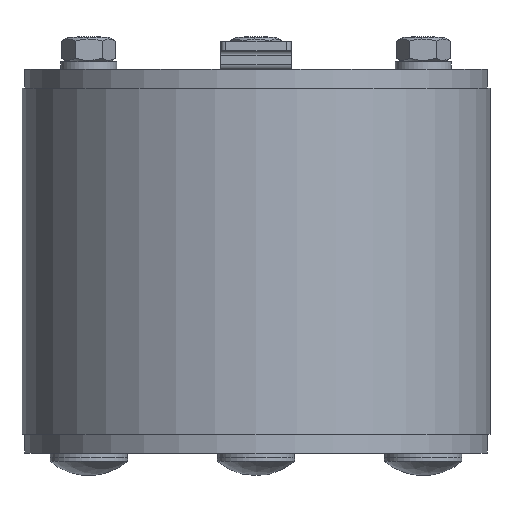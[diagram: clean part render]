
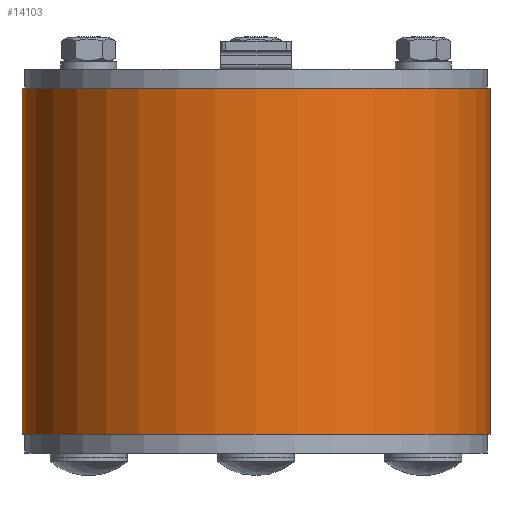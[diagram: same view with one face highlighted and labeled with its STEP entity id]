
A CAD part, front view. The second image highlights one B-rep face of the part: STEP entity #14103.
In plain terms, the highlighted cylindrical face has radius 50 mm (diameter 100 mm), a partial arc.
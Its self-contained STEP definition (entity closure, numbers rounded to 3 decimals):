
#354=LINE('',#19265,#1967);
#358=LINE('',#19274,#1971);
#1967=VECTOR('',#15895,74.);
#1971=VECTOR('',#15901,74.);
#4628=FACE_OUTER_BOUND('',#5430,.T.);
#5430=EDGE_LOOP('',(#10021,#10022,#10023,#10024));
#6299=CIRCLE('',#14935,50.);
#6300=CIRCLE('',#14936,50.);
#6491=VERTEX_POINT('',#19262);
#6492=VERTEX_POINT('',#19264);
#6495=VERTEX_POINT('',#19271);
#6496=VERTEX_POINT('',#19273);
#7892=EDGE_CURVE('',#6492,#6491,#354,.T.);
#7896=EDGE_CURVE('',#6495,#6496,#358,.T.);
#7898=EDGE_CURVE('',#6492,#6495,#6299,.T.);
#7899=EDGE_CURVE('',#6496,#6491,#6300,.T.);
#10021=ORIENTED_EDGE('',*,*,#7896,.F.);
#10022=ORIENTED_EDGE('',*,*,#7898,.F.);
#10023=ORIENTED_EDGE('',*,*,#7892,.T.);
#10024=ORIENTED_EDGE('',*,*,#7899,.F.);
#14006=CYLINDRICAL_SURFACE('',#14934,50.);
#14103=ADVANCED_FACE('',(#4628),#14006,.T.);
#14934=AXIS2_PLACEMENT_3D('',#19276,#15903,#15904);
#14935=AXIS2_PLACEMENT_3D('',#19277,#15905,#15906);
#14936=AXIS2_PLACEMENT_3D('',#19278,#15907,#15908);
#15895=DIRECTION('',(0.,0.,1.));
#15901=DIRECTION('',(0.,0.,1.));
#15903=DIRECTION('center_axis',(0.,0.,1.));
#15904=DIRECTION('ref_axis',(-1.,0.01,0.));
#15905=DIRECTION('center_axis',(0.,0.,-1.));
#15906=DIRECTION('ref_axis',(-1.,0.01,0.));
#15907=DIRECTION('center_axis',(0.,0.,1.));
#15908=DIRECTION('ref_axis',(-1.,0.01,0.));
#19262=CARTESIAN_POINT('',(-50.,0.,74.));
#19264=CARTESIAN_POINT('',(-50.,0.,0.));
#19265=CARTESIAN_POINT('',(-50.,0.,0.));
#19271=CARTESIAN_POINT('',(50.,0.,0.));
#19273=CARTESIAN_POINT('',(50.,0.,74.));
#19274=CARTESIAN_POINT('',(50.,0.,0.));
#19276=CARTESIAN_POINT('Origin',(0.,0.,0.));
#19277=CARTESIAN_POINT('Origin',(0.,0.,0.));
#19278=CARTESIAN_POINT('Origin',(0.,0.,74.));
